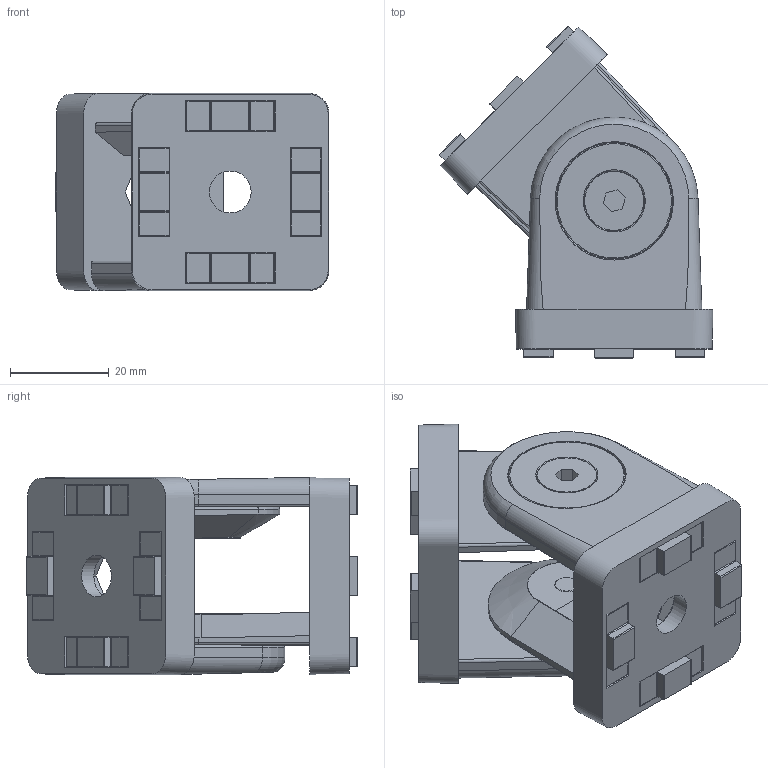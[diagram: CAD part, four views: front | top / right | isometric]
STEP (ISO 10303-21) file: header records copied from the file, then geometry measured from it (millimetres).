
FILE_DESCRIPTION( ( 'STEP AP203' ), '1' );
FILE_NAME( '093G40AN(-45).stp', '2020-12-08T09:41:49', ( 'License CC BY-ND 4.0' ), ( 'CADENAS' ), ' ', 'PARTsolutions', ' ' );
FILE_SCHEMA( ( 'CONFIG_CONTROL_DESIGN' ) );
Length unit declared in the file: millimetre
Products named in the file (6): 093G40AN(-45); _093G40AN_part_1; _093G40AN_part_5; _093G40AN_part_2; _093G40AN_part_3; _093G40AN_part_4
Assembly tree (16 placements, depth 2):
  093G40AN(-45)
    _093G40AN_part_1  x2
    _093G40AN_part_5  x8
    _093G40AN_part_2  x2
    _093G40AN_part_3  x2
    _093G40AN_part_4  x2
Bounding box: 55.5 x 67.3 x 40 mm (x, y, z)
Volume: 47673.6 mm3; surface area: 30505.9 mm2
Topology: 16 solids, 16 shells, 668 faces, 1794 edges, 1186 vertices
Faces by surface type: plane 334, cylinder 244, torus 54, cone 34, bspline 2
Full cylindrical faces by diameter (mm): 2 x4, 4.917 x2, 6 x2, 6.4 x2, 8.5 x2, 12 x2, 12.2 x2, 13 x2, 16 x2, 23.6 x2, 24 x2, 26 x2
Entity records: 8135 total; most frequent: CARTESIAN_POINT 1827, DIRECTION 1252, ORIENTED_EDGE 1242, EDGE_CURVE 621, AXIS2_PLACEMENT_3D 464, VERTEX_POINT 429, LINE 324, VECTOR 324
